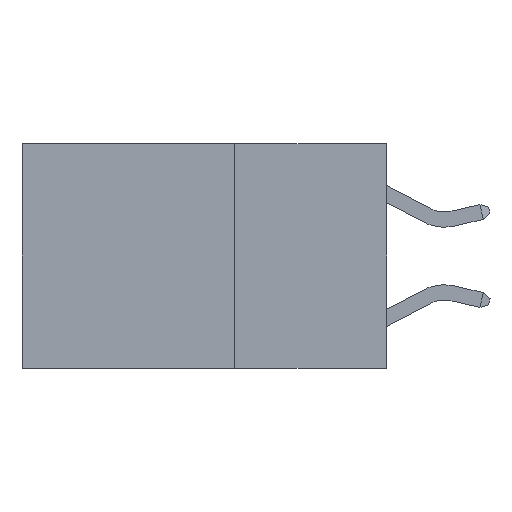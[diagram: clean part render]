
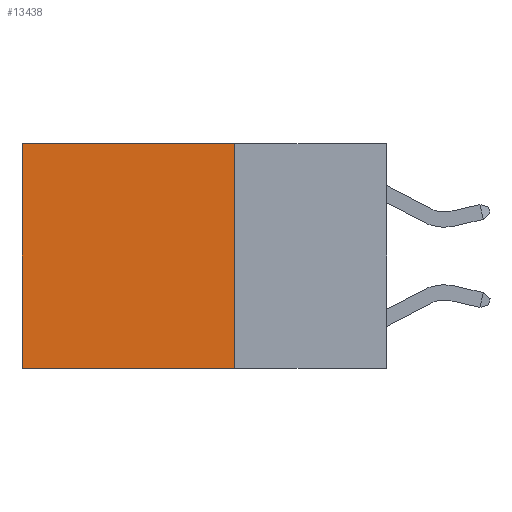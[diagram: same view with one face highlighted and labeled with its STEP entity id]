
A CAD part, left-side view. The second image highlights one B-rep face of the part: STEP entity #13438.
In plain terms, the highlighted planar face has unit normal (-1, 0, 0).
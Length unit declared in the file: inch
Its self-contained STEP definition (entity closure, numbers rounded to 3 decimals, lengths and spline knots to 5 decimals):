
#483 = ORIENTED_EDGE ( 'NONE', *, *, #3022, .F. ) ;
#569 = CARTESIAN_POINT ( 'NONE',  ( 0.2625, 0.25, -0.37 ) ) ;
#665 = FACE_OUTER_BOUND ( 'NONE', #13541, .T. ) ;
#1027 = LINE ( 'NONE', #3945, #13482 ) ;
#1082 = VERTEX_POINT ( 'NONE', #11112 ) ;
#1120 = DIRECTION ( 'NONE',  ( 0., 0., -1. ) ) ;
#1633 = EDGE_CURVE ( 'NONE', #12828, #4102, #13884, .T. ) ;
#2151 = AXIS2_PLACEMENT_3D ( 'NONE', #6597, #4930, #2171 ) ;
#2171 = DIRECTION ( 'NONE',  ( 0., 0., -1. ) ) ;
#2862 = ORIENTED_EDGE ( 'NONE', *, *, #15511, .T. ) ;
#3022 = EDGE_CURVE ( 'NONE', #4102, #1082, #8569, .T. ) ;
#3697 = PLANE ( 'NONE',  #2151 ) ;
#3945 = CARTESIAN_POINT ( 'NONE',  ( 0.2625, 0.6, 0. ) ) ;
#4102 = VERTEX_POINT ( 'NONE', #569 ) ;
#4930 = DIRECTION ( 'NONE',  ( 1., 0., 0. ) ) ;
#5789 = CARTESIAN_POINT ( 'NONE',  ( 0.2625, 0.25, 0. ) ) ;
#5900 = CARTESIAN_POINT ( 'NONE',  ( 0.2625, 0.25, 0. ) ) ;
#6597 = CARTESIAN_POINT ( 'NONE',  ( 0.2625, 0.25, 0. ) ) ;
#7625 = VECTOR ( 'NONE', #14247, 39.37008 ) ;
#8569 = LINE ( 'NONE', #14607, #7625 ) ;
#8886 = LINE ( 'NONE', #5789, #12965 ) ;
#9508 = CARTESIAN_POINT ( 'NONE',  ( 0.2625, 0.6, 0. ) ) ;
#10722 = ORIENTED_EDGE ( 'NONE', *, *, #12773, .T. ) ;
#11112 = CARTESIAN_POINT ( 'NONE',  ( 0.2625, 0.6, -0.37 ) ) ;
#12773 = EDGE_CURVE ( 'NONE', #13651, #1082, #1027, .T. ) ;
#12828 = VERTEX_POINT ( 'NONE', #5900 ) ;
#12965 = VECTOR ( 'NONE', #15772, 39.37008 ) ;
#13438 = ADVANCED_FACE ( 'NONE', ( #665 ), #3697, .F. ) ;
#13482 = VECTOR ( 'NONE', #1120, 39.37008 ) ;
#13541 = EDGE_LOOP ( 'NONE', ( #10722, #483, #14826, #2862 ) ) ;
#13651 = VERTEX_POINT ( 'NONE', #9508 ) ;
#13884 = LINE ( 'NONE', #14170, #15337 ) ;
#14170 = CARTESIAN_POINT ( 'NONE',  ( 0.2625, 0.25, 0. ) ) ;
#14247 = DIRECTION ( 'NONE',  ( 0., 1., 0. ) ) ;
#14607 = CARTESIAN_POINT ( 'NONE',  ( 0.2625, 0.25, -0.37 ) ) ;
#14826 = ORIENTED_EDGE ( 'NONE', *, *, #1633, .F. ) ;
#15337 = VECTOR ( 'NONE', #15378, 39.37008 ) ;
#15378 = DIRECTION ( 'NONE',  ( 0., 0., -1. ) ) ;
#15511 = EDGE_CURVE ( 'NONE', #12828, #13651, #8886, .T. ) ;
#15772 = DIRECTION ( 'NONE',  ( 0., 1., 0. ) ) ;
